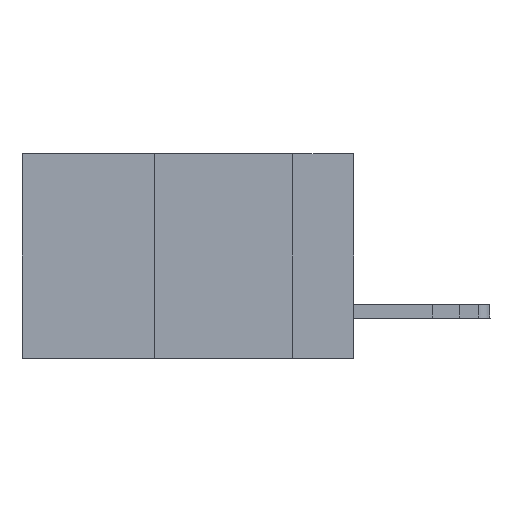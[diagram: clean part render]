
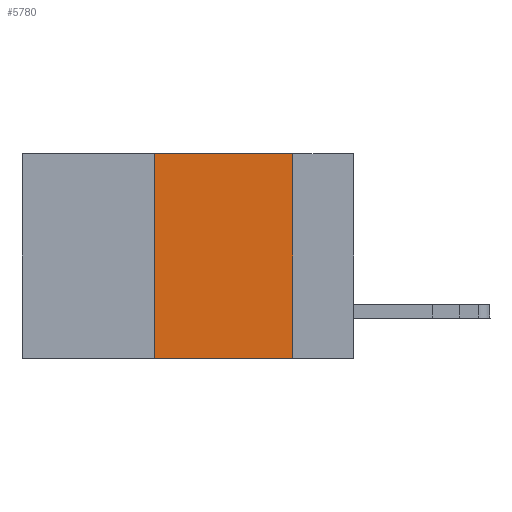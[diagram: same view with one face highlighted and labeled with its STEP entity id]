
A CAD part, left-side view. The second image highlights one B-rep face of the part: STEP entity #5780.
In plain terms, the highlighted planar face has unit normal (-1, 0, 0).
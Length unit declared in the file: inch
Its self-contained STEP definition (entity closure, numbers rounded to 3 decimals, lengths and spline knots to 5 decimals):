
#658 = AXIS2_PLACEMENT_3D ( 'NONE', #25125, #6310, #18677 ) ;
#1869 = DIRECTION ( 'NONE',  ( 0., -1., 0. ) ) ;
#3583 = DIRECTION ( 'NONE',  ( 0., 0., -1. ) ) ;
#3649 = CARTESIAN_POINT ( 'NONE',  ( 0., 0.11, -0.37 ) ) ;
#3778 = LINE ( 'NONE', #10087, #19487 ) ;
#5457 = EDGE_CURVE ( 'NONE', #16036, #24259, #17314, .T. ) ;
#5780 = ADVANCED_FACE ( 'NONE', ( #16883 ), #16752, .F. ) ;
#5863 = VECTOR ( 'NONE', #1869, 39.37008 ) ;
#6310 = DIRECTION ( 'NONE',  ( 1., 0., 0. ) ) ;
#6449 = VERTEX_POINT ( 'NONE', #13395 ) ;
#8729 = CARTESIAN_POINT ( 'NONE',  ( 0., 0.11, 0. ) ) ;
#10087 = CARTESIAN_POINT ( 'NONE',  ( 0., 0.6, -0.37 ) ) ;
#10708 = CARTESIAN_POINT ( 'NONE',  ( 0., 0.36, 0. ) ) ;
#12711 = LINE ( 'NONE', #8729, #16117 ) ;
#12740 = VECTOR ( 'NONE', #21713, 39.37008 ) ;
#13044 = CARTESIAN_POINT ( 'NONE',  ( 0., 0.36, 0. ) ) ;
#13395 = CARTESIAN_POINT ( 'NONE',  ( 0., 0.11, 0. ) ) ;
#14983 = ORIENTED_EDGE ( 'NONE', *, *, #19583, .F. ) ;
#15506 = EDGE_LOOP ( 'NONE', ( #18530, #14983, #20468, #16605 ) ) ;
#16036 = VERTEX_POINT ( 'NONE', #20401 ) ;
#16109 = EDGE_CURVE ( 'NONE', #16036, #22621, #3778, .T. ) ;
#16117 = VECTOR ( 'NONE', #3583, 39.37008 ) ;
#16605 = ORIENTED_EDGE ( 'NONE', *, *, #16109, .T. ) ;
#16752 = PLANE ( 'NONE',  #658 ) ;
#16883 = FACE_OUTER_BOUND ( 'NONE', #15506, .T. ) ;
#17314 = LINE ( 'NONE', #13044, #12740 ) ;
#18470 = DIRECTION ( 'NONE',  ( 0., -1., 0. ) ) ;
#18530 = ORIENTED_EDGE ( 'NONE', *, *, #23581, .F. ) ;
#18677 = DIRECTION ( 'NONE',  ( 0., 0., -1. ) ) ;
#19487 = VECTOR ( 'NONE', #18470, 39.37008 ) ;
#19583 = EDGE_CURVE ( 'NONE', #24259, #6449, #24795, .T. ) ;
#20401 = CARTESIAN_POINT ( 'NONE',  ( 0., 0.36, -0.37 ) ) ;
#20468 = ORIENTED_EDGE ( 'NONE', *, *, #5457, .F. ) ;
#21713 = DIRECTION ( 'NONE',  ( 0., 0., 1. ) ) ;
#22345 = CARTESIAN_POINT ( 'NONE',  ( 0., 0.6, 0. ) ) ;
#22621 = VERTEX_POINT ( 'NONE', #3649 ) ;
#23581 = EDGE_CURVE ( 'NONE', #6449, #22621, #12711, .T. ) ;
#24259 = VERTEX_POINT ( 'NONE', #10708 ) ;
#24795 = LINE ( 'NONE', #22345, #5863 ) ;
#25125 = CARTESIAN_POINT ( 'NONE',  ( 0., 0.6, 0. ) ) ;
